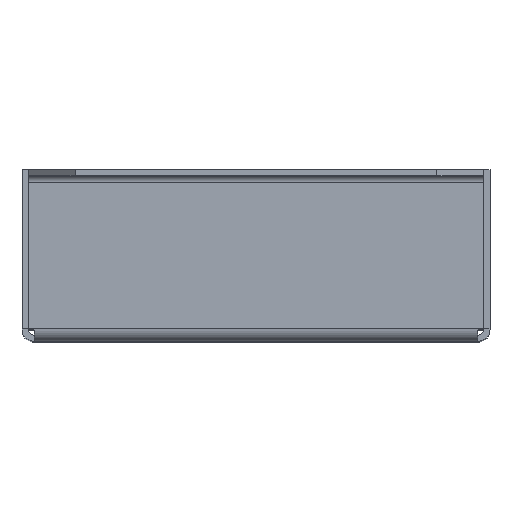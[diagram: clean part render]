
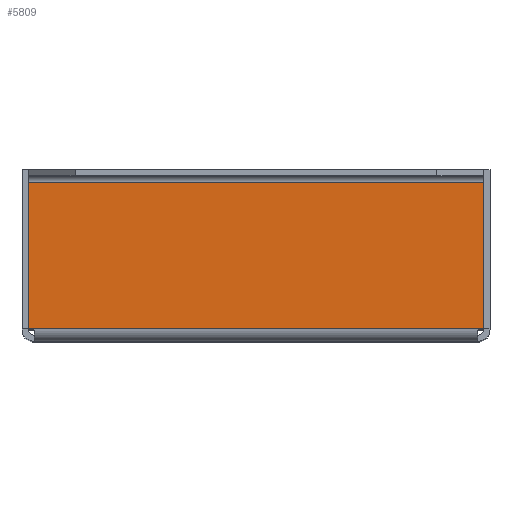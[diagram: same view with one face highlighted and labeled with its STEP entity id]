
A CAD part, top view. The second image highlights one B-rep face of the part: STEP entity #5809.
In plain terms, the highlighted planar face has unit normal (0, 0, 1).
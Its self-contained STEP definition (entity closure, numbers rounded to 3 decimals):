
#5034 = VERTEX_POINT('',#5035);
#5035 = CARTESIAN_POINT('',(72.986,51.,100.));
#5045 = CYLINDRICAL_SURFACE('',#5046,2.);
#5046 = AXIS2_PLACEMENT_3D('',#5047,#5048,#5049);
#5047 = CARTESIAN_POINT('',(0.,51.,102.));
#5048 = DIRECTION('',(1.,0.,0.));
#5049 = DIRECTION('',(0.,0.,-1.));
#5069 = EDGE_CURVE('',#5034,#5070,#5072,.T.);
#5070 = VERTEX_POINT('',#5071);
#5071 = CARTESIAN_POINT('',(-72.986,51.,100.));
#5072 = SURFACE_CURVE('',#5073,(#5077,#5084),.PCURVE_S1.);
#5073 = LINE('',#5074,#5075);
#5074 = CARTESIAN_POINT('',(-36.493,51.,100.));
#5075 = VECTOR('',#5076,1.);
#5076 = DIRECTION('',(-1.,0.,0.));
#5077 = PCURVE('',#5045,#5078);
#5078 = DEFINITIONAL_REPRESENTATION('',(#5079),#5083);
#5079 = LINE('',#5080,#5081);
#5080 = CARTESIAN_POINT('',(0.,-36.493));
#5081 = VECTOR('',#5082,1.);
#5082 = DIRECTION('',(0.,-1.));
#5083 = ( GEOMETRIC_REPRESENTATION_CONTEXT(2) 
PARAMETRIC_REPRESENTATION_CONTEXT() REPRESENTATION_CONTEXT('2D SPACE',''
  ) );
#5084 = PCURVE('',#5085,#5090);
#5085 = PLANE('',#5086);
#5086 = AXIS2_PLACEMENT_3D('',#5087,#5088,#5089);
#5087 = CARTESIAN_POINT('',(0.,27.251,100.));
#5088 = DIRECTION('',(0.,0.,1.));
#5089 = DIRECTION('',(0.,-1.,0.));
#5090 = DEFINITIONAL_REPRESENTATION('',(#5091),#5095);
#5091 = LINE('',#5092,#5093);
#5092 = CARTESIAN_POINT('',(-23.749,-36.493));
#5093 = VECTOR('',#5094,1.);
#5094 = DIRECTION('',(0.,-1.));
#5095 = ( GEOMETRIC_REPRESENTATION_CONTEXT(2) 
PARAMETRIC_REPRESENTATION_CONTEXT() REPRESENTATION_CONTEXT('2D SPACE',''
  ) );
#5233 = PLANE('',#5234);
#5234 = AXIS2_PLACEMENT_3D('',#5235,#5236,#5237);
#5235 = CARTESIAN_POINT('',(-72.986,4.,100.));
#5236 = DIRECTION('',(-1.,0.,0.));
#5237 = DIRECTION('',(0.,1.,0.));
#5267 = PLANE('',#5268);
#5268 = AXIS2_PLACEMENT_3D('',#5269,#5270,#5271);
#5269 = CARTESIAN_POINT('',(72.986,55.,100.));
#5270 = DIRECTION('',(1.,0.,0.));
#5271 = DIRECTION('',(0.,-1.,0.));
#5672 = PLANE('',#5673);
#5673 = AXIS2_PLACEMENT_3D('',#5674,#5675,#5676);
#5674 = CARTESIAN_POINT('',(71.586,4.,100.));
#5675 = DIRECTION('',(0.,-1.,0.));
#5676 = DIRECTION('',(-1.,0.,0.));
#5728 = PLANE('',#5729);
#5729 = AXIS2_PLACEMENT_3D('',#5730,#5731,#5732);
#5730 = CARTESIAN_POINT('',(-71.,4.,100.));
#5731 = DIRECTION('',(0.,-1.,0.));
#5732 = DIRECTION('',(-1.,0.,0.));
#5765 = EDGE_CURVE('',#5034,#5766,#5768,.T.);
#5766 = VERTEX_POINT('',#5767);
#5767 = CARTESIAN_POINT('',(72.986,4.,100.));
#5768 = SURFACE_CURVE('',#5769,(#5773,#5780),.PCURVE_S1.);
#5769 = LINE('',#5770,#5771);
#5770 = CARTESIAN_POINT('',(72.986,41.126,100.));
#5771 = VECTOR('',#5772,1.);
#5772 = DIRECTION('',(0.,-1.,0.));
#5773 = PCURVE('',#5267,#5774);
#5774 = DEFINITIONAL_REPRESENTATION('',(#5775),#5779);
#5775 = LINE('',#5776,#5777);
#5776 = CARTESIAN_POINT('',(13.874,0.));
#5777 = VECTOR('',#5778,1.);
#5778 = DIRECTION('',(1.,0.));
#5779 = ( GEOMETRIC_REPRESENTATION_CONTEXT(2) 
PARAMETRIC_REPRESENTATION_CONTEXT() REPRESENTATION_CONTEXT('2D SPACE',''
  ) );
#5780 = PCURVE('',#5085,#5781);
#5781 = DEFINITIONAL_REPRESENTATION('',(#5782),#5786);
#5782 = LINE('',#5783,#5784);
#5783 = CARTESIAN_POINT('',(-13.874,72.986));
#5784 = VECTOR('',#5785,1.);
#5785 = DIRECTION('',(1.,0.));
#5786 = ( GEOMETRIC_REPRESENTATION_CONTEXT(2) 
PARAMETRIC_REPRESENTATION_CONTEXT() REPRESENTATION_CONTEXT('2D SPACE',''
  ) );
#5809 = ADVANCED_FACE('',(#5810),#5085,.T.);
#5810 = FACE_BOUND('',#5811,.T.);
#5811 = EDGE_LOOP('',(#5812,#5813,#5836,#5859,#5887,#5908));
#5812 = ORIENTED_EDGE('',*,*,#5069,.T.);
#5813 = ORIENTED_EDGE('',*,*,#5814,.F.);
#5814 = EDGE_CURVE('',#5815,#5070,#5817,.T.);
#5815 = VERTEX_POINT('',#5816);
#5816 = CARTESIAN_POINT('',(-72.986,4.,100.));
#5817 = SURFACE_CURVE('',#5818,(#5822,#5829),.PCURVE_S1.);
#5818 = LINE('',#5819,#5820);
#5819 = CARTESIAN_POINT('',(-72.986,15.626,100.));
#5820 = VECTOR('',#5821,1.);
#5821 = DIRECTION('',(0.,1.,0.));
#5822 = PCURVE('',#5085,#5823);
#5823 = DEFINITIONAL_REPRESENTATION('',(#5824),#5828);
#5824 = LINE('',#5825,#5826);
#5825 = CARTESIAN_POINT('',(11.626,-72.986));
#5826 = VECTOR('',#5827,1.);
#5827 = DIRECTION('',(-1.,0.));
#5828 = ( GEOMETRIC_REPRESENTATION_CONTEXT(2) 
PARAMETRIC_REPRESENTATION_CONTEXT() REPRESENTATION_CONTEXT('2D SPACE',''
  ) );
#5829 = PCURVE('',#5233,#5830);
#5830 = DEFINITIONAL_REPRESENTATION('',(#5831),#5835);
#5831 = LINE('',#5832,#5833);
#5832 = CARTESIAN_POINT('',(11.626,0.));
#5833 = VECTOR('',#5834,1.);
#5834 = DIRECTION('',(1.,0.));
#5835 = ( GEOMETRIC_REPRESENTATION_CONTEXT(2) 
PARAMETRIC_REPRESENTATION_CONTEXT() REPRESENTATION_CONTEXT('2D SPACE',''
  ) );
#5836 = ORIENTED_EDGE('',*,*,#5837,.F.);
#5837 = EDGE_CURVE('',#5838,#5815,#5840,.T.);
#5838 = VERTEX_POINT('',#5839);
#5839 = CARTESIAN_POINT('',(-71.,4.,100.));
#5840 = SURFACE_CURVE('',#5841,(#5845,#5852),.PCURVE_S1.);
#5841 = LINE('',#5842,#5843);
#5842 = CARTESIAN_POINT('',(-71.,4.,100.));
#5843 = VECTOR('',#5844,1.);
#5844 = DIRECTION('',(-1.,0.,0.));
#5845 = PCURVE('',#5085,#5846);
#5846 = DEFINITIONAL_REPRESENTATION('',(#5847),#5851);
#5847 = LINE('',#5848,#5849);
#5848 = CARTESIAN_POINT('',(23.251,-71.));
#5849 = VECTOR('',#5850,1.);
#5850 = DIRECTION('',(0.,-1.));
#5851 = ( GEOMETRIC_REPRESENTATION_CONTEXT(2) 
PARAMETRIC_REPRESENTATION_CONTEXT() REPRESENTATION_CONTEXT('2D SPACE',''
  ) );
#5852 = PCURVE('',#5728,#5853);
#5853 = DEFINITIONAL_REPRESENTATION('',(#5854),#5858);
#5854 = LINE('',#5855,#5856);
#5855 = CARTESIAN_POINT('',(0.,-0.));
#5856 = VECTOR('',#5857,1.);
#5857 = DIRECTION('',(1.,0.));
#5858 = ( GEOMETRIC_REPRESENTATION_CONTEXT(2) 
PARAMETRIC_REPRESENTATION_CONTEXT() REPRESENTATION_CONTEXT('2D SPACE',''
  ) );
#5859 = ORIENTED_EDGE('',*,*,#5860,.T.);
#5860 = EDGE_CURVE('',#5838,#5861,#5863,.T.);
#5861 = VERTEX_POINT('',#5862);
#5862 = CARTESIAN_POINT('',(71.,4.,100.));
#5863 = SURFACE_CURVE('',#5864,(#5868,#5875),.PCURVE_S1.);
#5864 = LINE('',#5865,#5866);
#5865 = CARTESIAN_POINT('',(0.,4.,100.));
#5866 = VECTOR('',#5867,1.);
#5867 = DIRECTION('',(1.,0.,0.));
#5868 = PCURVE('',#5085,#5869);
#5869 = DEFINITIONAL_REPRESENTATION('',(#5870),#5874);
#5870 = LINE('',#5871,#5872);
#5871 = CARTESIAN_POINT('',(23.251,0.));
#5872 = VECTOR('',#5873,1.);
#5873 = DIRECTION('',(0.,1.));
#5874 = ( GEOMETRIC_REPRESENTATION_CONTEXT(2) 
PARAMETRIC_REPRESENTATION_CONTEXT() REPRESENTATION_CONTEXT('2D SPACE',''
  ) );
#5875 = PCURVE('',#5876,#5881);
#5876 = CYLINDRICAL_SURFACE('',#5877,4.);
#5877 = AXIS2_PLACEMENT_3D('',#5878,#5879,#5880);
#5878 = CARTESIAN_POINT('',(0.,4.,96.));
#5879 = DIRECTION('',(-1.,0.,0.));
#5880 = DIRECTION('',(0.,-1.,0.));
#5881 = DEFINITIONAL_REPRESENTATION('',(#5882),#5886);
#5882 = LINE('',#5883,#5884);
#5883 = CARTESIAN_POINT('',(1.571,0.));
#5884 = VECTOR('',#5885,1.);
#5885 = DIRECTION('',(0.,-1.));
#5886 = ( GEOMETRIC_REPRESENTATION_CONTEXT(2) 
PARAMETRIC_REPRESENTATION_CONTEXT() REPRESENTATION_CONTEXT('2D SPACE',''
  ) );
#5887 = ORIENTED_EDGE('',*,*,#5888,.T.);
#5888 = EDGE_CURVE('',#5861,#5766,#5889,.T.);
#5889 = SURFACE_CURVE('',#5890,(#5894,#5901),.PCURVE_S1.);
#5890 = LINE('',#5891,#5892);
#5891 = CARTESIAN_POINT('',(71.,4.,100.));
#5892 = VECTOR('',#5893,1.);
#5893 = DIRECTION('',(1.,0.,0.));
#5894 = PCURVE('',#5085,#5895);
#5895 = DEFINITIONAL_REPRESENTATION('',(#5896),#5900);
#5896 = LINE('',#5897,#5898);
#5897 = CARTESIAN_POINT('',(23.251,71.));
#5898 = VECTOR('',#5899,1.);
#5899 = DIRECTION('',(0.,1.));
#5900 = ( GEOMETRIC_REPRESENTATION_CONTEXT(2) 
PARAMETRIC_REPRESENTATION_CONTEXT() REPRESENTATION_CONTEXT('2D SPACE',''
  ) );
#5901 = PCURVE('',#5672,#5902);
#5902 = DEFINITIONAL_REPRESENTATION('',(#5903),#5907);
#5903 = LINE('',#5904,#5905);
#5904 = CARTESIAN_POINT('',(0.586,0.));
#5905 = VECTOR('',#5906,1.);
#5906 = DIRECTION('',(-1.,-0.));
#5907 = ( GEOMETRIC_REPRESENTATION_CONTEXT(2) 
PARAMETRIC_REPRESENTATION_CONTEXT() REPRESENTATION_CONTEXT('2D SPACE',''
  ) );
#5908 = ORIENTED_EDGE('',*,*,#5765,.F.);
